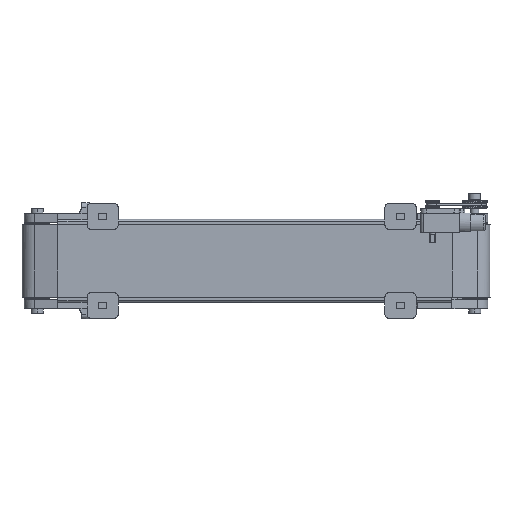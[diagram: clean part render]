
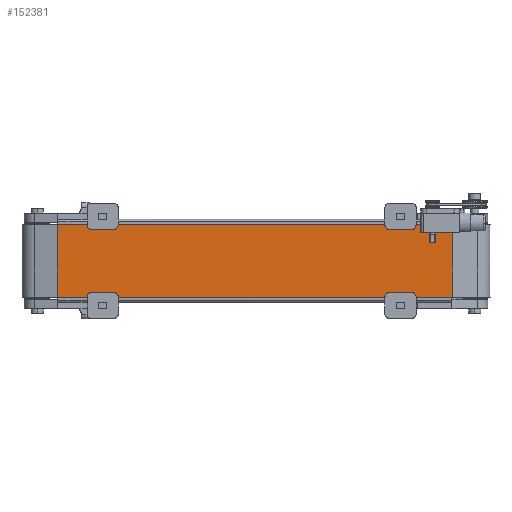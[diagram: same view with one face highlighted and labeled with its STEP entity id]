
A CAD part, front view. The second image highlights one B-rep face of the part: STEP entity #152381.
In plain terms, the highlighted free-form (B-spline) face has degree [1, 1] with [2, 2] control points.
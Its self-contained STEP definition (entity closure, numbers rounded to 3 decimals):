
#152381 = ADVANCED_FACE('',(#152382),#152412,.T.);
#152382 = FACE_BOUND('',#152383,.T.);
#152383 = EDGE_LOOP('',(#152384,#152393,#152400,#152407));
#152384 = ORIENTED_EDGE('',*,*,#152385,.T.);
#152385 = EDGE_CURVE('',#152386,#152388,#152390,.T.);
#152386 = VERTEX_POINT('',#152387);
#152387 = CARTESIAN_POINT('',(-152.694,-1.445,
    -28.096));
#152388 = VERTEX_POINT('',#152389);
#152389 = CARTESIAN_POINT('',(-152.694,-1.445,
    28.096));
#152390 = B_SPLINE_CURVE_WITH_KNOTS('',1,(#152391,#152392),
  .UNSPECIFIED.,.F.,.F.,(2,2),(0.,70.),.PIECEWISE_BEZIER_KNOTS.);
#152391 = CARTESIAN_POINT('',(-152.694,-1.445,
    -28.096));
#152392 = CARTESIAN_POINT('',(-152.694,-1.445,
    28.096));
#152393 = ORIENTED_EDGE('',*,*,#152394,.T.);
#152394 = EDGE_CURVE('',#152388,#152395,#152397,.T.);
#152395 = VERTEX_POINT('',#152396);
#152396 = CARTESIAN_POINT('',(152.68,-1.445,
    28.096));
#152397 = B_SPLINE_CURVE_WITH_KNOTS('',1,(#152398,#152399),
  .UNSPECIFIED.,.F.,.F.,(2,2),(0.,380.409),
  .PIECEWISE_BEZIER_KNOTS.);
#152398 = CARTESIAN_POINT('',(-152.694,-1.445,
    28.096));
#152399 = CARTESIAN_POINT('',(152.68,-1.445,
    28.096));
#152400 = ORIENTED_EDGE('',*,*,#152401,.T.);
#152401 = EDGE_CURVE('',#152395,#152402,#152404,.T.);
#152402 = VERTEX_POINT('',#152403);
#152403 = CARTESIAN_POINT('',(152.68,-1.445,
    -28.096));
#152404 = B_SPLINE_CURVE_WITH_KNOTS('',1,(#152405,#152406),
  .UNSPECIFIED.,.F.,.F.,(2,2),(0.,70.),.PIECEWISE_BEZIER_KNOTS.);
#152405 = CARTESIAN_POINT('',(152.68,-1.445,
    28.096));
#152406 = CARTESIAN_POINT('',(152.68,-1.445,
    -28.096));
#152407 = ORIENTED_EDGE('',*,*,#152408,.T.);
#152408 = EDGE_CURVE('',#152402,#152386,#152409,.T.);
#152409 = B_SPLINE_CURVE_WITH_KNOTS('',1,(#152410,#152411),
  .UNSPECIFIED.,.F.,.F.,(2,2),(0.,380.409),
  .PIECEWISE_BEZIER_KNOTS.);
#152410 = CARTESIAN_POINT('',(152.68,-1.445,
    -28.096));
#152411 = CARTESIAN_POINT('',(-152.694,-1.445,
    -28.096));
#152412 = B_SPLINE_SURFACE_WITH_KNOTS('',1,1,(
    (#152413,#152414)
    ,(#152415,#152416
    )),.UNSPECIFIED.,.F.,.F.,.F.,(2,2),(2,2),(0.,1.),(0.,1.),
  .PIECEWISE_BEZIER_KNOTS.);
#152413 = CARTESIAN_POINT('',(152.68,-1.445,
    -28.096));
#152414 = CARTESIAN_POINT('',(152.68,-1.445,
    28.096));
#152415 = CARTESIAN_POINT('',(-152.694,-1.445,
    -28.096));
#152416 = CARTESIAN_POINT('',(-152.694,-1.445,
    28.096));
